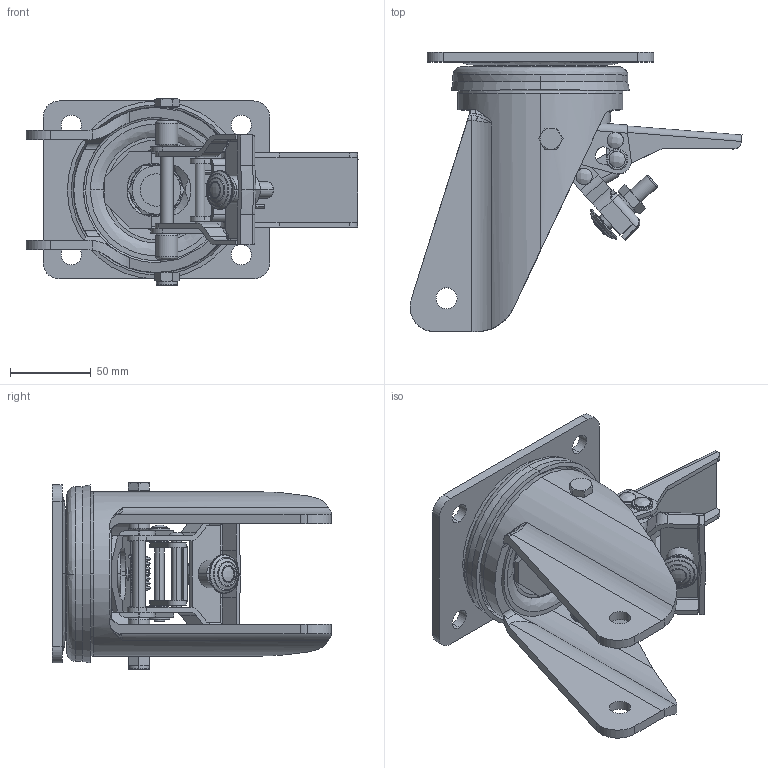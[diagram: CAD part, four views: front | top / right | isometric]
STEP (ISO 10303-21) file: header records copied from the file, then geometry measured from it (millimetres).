
FILE_DESCRIPTION (( 'STEP AP214' ), '1' );
FILE_NAME ('0033794_HV-L-200-3-DSV.step', '2018-08-02T11:00:39', ( 'Windows-Benutzer' ), ( '' ), 'SwSTEP 2.0', 'SolidWorks 2018', '' );
FILE_SCHEMA (( 'AUTOMOTIVE_DESIGN' ));
Length unit declared in the file: millimetre
Products named in the file (1): 0033794_HV-L-200-3-DSV
Bounding box: 205.19 x 172.56 x 115.5 mm (x, y, z)
Volume: 426715.3 mm3; surface area: 198798.3 mm2
Topology: 7 solids, 7 shells, 791 faces, 2093 edges, 1345 vertices
Faces by surface type: cylinder 276, plane 240, bspline 163, cone 106, torus 6
Entity records: 33820 total; most frequent: CARTESIAN_POINT 14795, ORIENTED_EDGE 4166, DIRECTION 3826, EDGE_CURVE 2083, AXIS2_PLACEMENT_3D 1545, VERTEX_POINT 1345, CIRCLE 916, EDGE_LOOP 890
